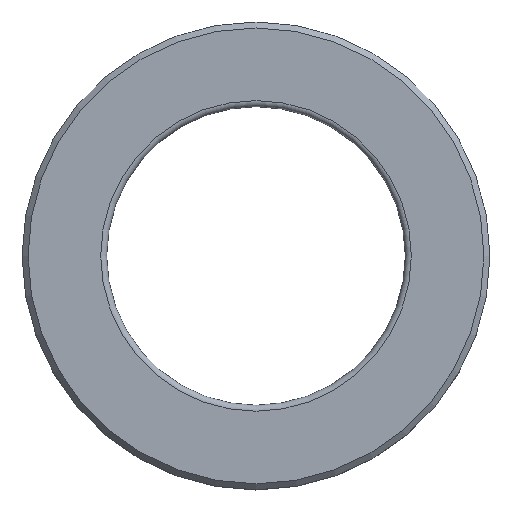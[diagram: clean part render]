
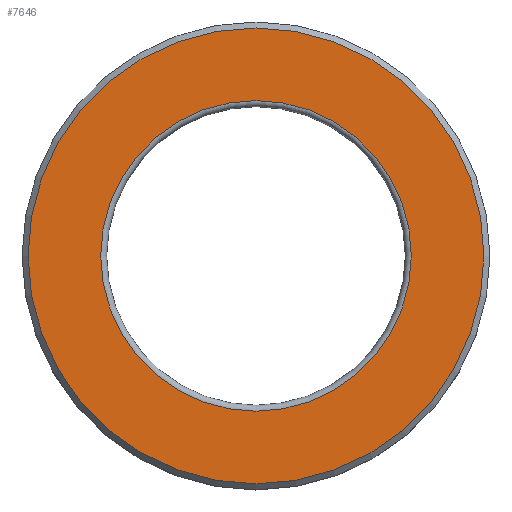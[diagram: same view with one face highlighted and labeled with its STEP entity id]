
A CAD part, top view. The second image highlights one B-rep face of the part: STEP entity #7646.
In plain terms, the highlighted planar face has unit normal (0, 0, 1).
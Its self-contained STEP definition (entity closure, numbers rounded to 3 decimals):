
#453=FACE_BOUND('',#1840,.T.);
#477=PLANE('',#8232);
#1298=FACE_OUTER_BOUND('',#1839,.T.);
#1839=EDGE_LOOP('',(#5042));
#1840=EDGE_LOOP('',(#5043));
#2401=CIRCLE('',#8218,15.932);
#2407=CIRCLE('',#8225,23.387);
#3071=VERTEX_POINT('',#12180);
#3076=VERTEX_POINT('',#12192);
#3785=EDGE_CURVE('',#3071,#3071,#2401,.T.);
#3792=EDGE_CURVE('',#3076,#3076,#2407,.T.);
#5042=ORIENTED_EDGE('',*,*,#3792,.T.);
#5043=ORIENTED_EDGE('',*,*,#3785,.T.);
#7646=ADVANCED_FACE('',(#1298,#453),#477,.F.);
#8218=AXIS2_PLACEMENT_3D('',#12181,#9449,#9450);
#8225=AXIS2_PLACEMENT_3D('',#12194,#9464,#9465);
#8232=AXIS2_PLACEMENT_3D('',#12207,#9481,#9482);
#9449=DIRECTION('center_axis',(0.,0.,-1.));
#9450=DIRECTION('ref_axis',(0.,1.,0.));
#9464=DIRECTION('center_axis',(0.,0.,1.));
#9465=DIRECTION('ref_axis',(0.,1.,0.));
#9481=DIRECTION('center_axis',(0.,0.,-1.));
#9482=DIRECTION('ref_axis',(0.,1.,0.));
#12180=CARTESIAN_POINT('',(0.,-16.251,5.551));
#12181=CARTESIAN_POINT('Origin',(0.,-0.319,
5.551));
#12192=CARTESIAN_POINT('',(0.,-23.706,5.551));
#12194=CARTESIAN_POINT('Origin',(0.,-0.319,
5.551));
#12207=CARTESIAN_POINT('Origin',(0.,23.681,5.551));
